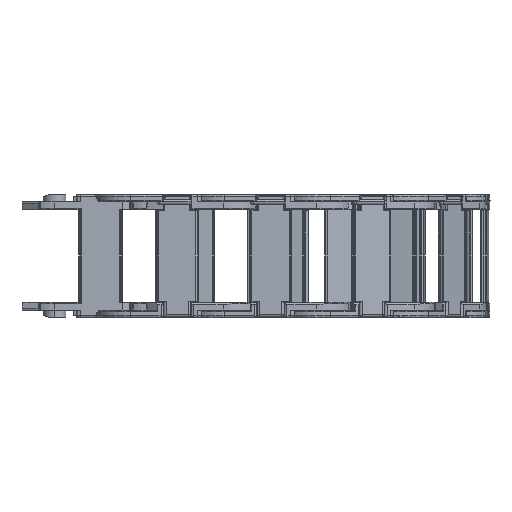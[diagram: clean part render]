
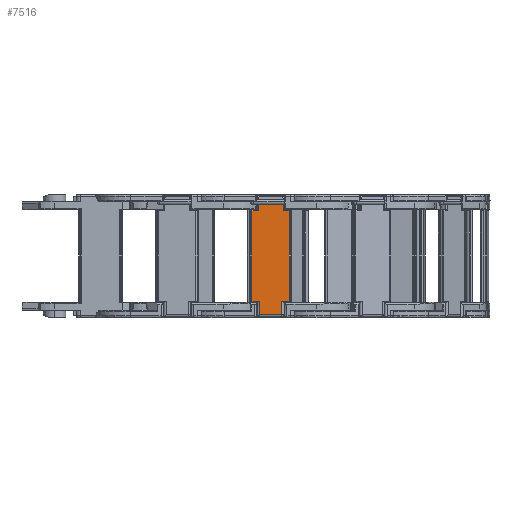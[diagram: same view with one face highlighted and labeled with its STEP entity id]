
A CAD part, front view. The second image highlights one B-rep face of the part: STEP entity #7516.
In plain terms, the highlighted face is planar.
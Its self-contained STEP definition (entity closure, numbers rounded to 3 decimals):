
#20 = ORIENTED_EDGE ( 'NONE', *, *, #7010, .F. ) ;
#79 = EDGE_CURVE ( 'NONE', #18188, #880, #12354, .T. ) ;
#101 = LINE ( 'NONE', #7605, #18453 ) ;
#220 = VECTOR ( 'NONE', #2677, 1000. ) ;
#269 = LINE ( 'NONE', #14662, #7494 ) ;
#385 = CARTESIAN_POINT ( 'NONE',  ( 425.879, 93.451, 613.496 ) ) ;
#563 = DIRECTION ( 'NONE',  ( 0., 0., -1. ) ) ;
#652 = VECTOR ( 'NONE', #7900, 1000. ) ;
#880 = VERTEX_POINT ( 'NONE', #7030 ) ;
#976 = CARTESIAN_POINT ( 'NONE',  ( 440.417, 93.451, 568.601 ) ) ;
#1147 = ORIENTED_EDGE ( 'NONE', *, *, #15407, .F. ) ;
#1178 = CARTESIAN_POINT ( 'NONE',  ( 425.879, 93.451, 607.596 ) ) ;
#1309 = ORIENTED_EDGE ( 'NONE', *, *, #17700, .F. ) ;
#1370 = VERTEX_POINT ( 'NONE', #2872 ) ;
#1542 = DIRECTION ( 'NONE',  ( 0., 1., 0. ) ) ;
#1600 = DIRECTION ( 'NONE',  ( -1., 0., 0. ) ) ;
#1623 = ORIENTED_EDGE ( 'NONE', *, *, #10140, .F. ) ;
#1724 = PLANE ( 'NONE',  #3856 ) ;
#1849 = CARTESIAN_POINT ( 'NONE',  ( 440.417, 93.451, 565.901 ) ) ;
#2549 = CARTESIAN_POINT ( 'NONE',  ( 451.117, 93.451, 568.601 ) ) ;
#2677 = DIRECTION ( 'NONE',  ( 1., 0., 0. ) ) ;
#2872 = CARTESIAN_POINT ( 'NONE',  ( 451.117, 93.451, 565.901 ) ) ;
#3133 = LINE ( 'NONE', #4004, #6517 ) ;
#3508 = EDGE_CURVE ( 'NONE', #880, #5984, #101, .T. ) ;
#3599 = CARTESIAN_POINT ( 'NONE',  ( 437.679, 93.451, 568.601 ) ) ;
#3631 = LINE ( 'NONE', #11414, #220 ) ;
#3745 = VECTOR ( 'NONE', #18740, 1000. ) ;
#3856 = AXIS2_PLACEMENT_3D ( 'NONE', #14512, #1542, #11633 ) ;
#4004 = CARTESIAN_POINT ( 'NONE',  ( 451.117, 93.451, 591.851 ) ) ;
#4121 = LINE ( 'NONE', #5122, #11366 ) ;
#4203 = CARTESIAN_POINT ( 'NONE',  ( 453.855, 93.451, 568.601 ) ) ;
#4313 = ORIENTED_EDGE ( 'NONE', *, *, #15979, .F. ) ;
#4327 = VERTEX_POINT ( 'NONE', #1849 ) ;
#4391 = DIRECTION ( 'NONE',  ( -1., 0., 0. ) ) ;
#4467 = VERTEX_POINT ( 'NONE', #15402 ) ;
#4516 = CARTESIAN_POINT ( 'NONE',  ( 440.922, 93.451, 613.496 ) ) ;
#5122 = CARTESIAN_POINT ( 'NONE',  ( 450.612, 93.451, 584.346 ) ) ;
#5814 = CARTESIAN_POINT ( 'NONE',  ( 437.679, 93.451, 607.596 ) ) ;
#5984 = VERTEX_POINT ( 'NONE', #4203 ) ;
#6025 = EDGE_CURVE ( 'NONE', #14601, #8749, #269, .T. ) ;
#6316 = CARTESIAN_POINT ( 'NONE',  ( 440.417, 93.451, 591.851 ) ) ;
#6471 = ORIENTED_EDGE ( 'NONE', *, *, #79, .F. ) ;
#6517 = VECTOR ( 'NONE', #17453, 1000. ) ;
#6862 = VERTEX_POINT ( 'NONE', #976 ) ;
#7010 = EDGE_CURVE ( 'NONE', #8749, #4467, #3631, .T. ) ;
#7030 = CARTESIAN_POINT ( 'NONE',  ( 453.855, 93.451, 607.596 ) ) ;
#7494 = VECTOR ( 'NONE', #10081, 1000. ) ;
#7516 = ADVANCED_FACE ( 'NONE', ( #10638 ), #1724, .F. ) ;
#7605 = CARTESIAN_POINT ( 'NONE',  ( 453.855, 93.451, 571.869 ) ) ;
#7846 = CARTESIAN_POINT ( 'NONE',  ( 425.879, 93.451, 565.901 ) ) ;
#7900 = DIRECTION ( 'NONE',  ( -1., 0., 0. ) ) ;
#8167 = ORIENTED_EDGE ( 'NONE', *, *, #10658, .F. ) ;
#8274 = EDGE_CURVE ( 'NONE', #1370, #4327, #11993, .T. ) ;
#8397 = CARTESIAN_POINT ( 'NONE',  ( 440.922, 93.451, 584.346 ) ) ;
#8529 = EDGE_CURVE ( 'NONE', #16902, #1370, #3133, .T. ) ;
#8749 = VERTEX_POINT ( 'NONE', #5814 ) ;
#8991 = DIRECTION ( 'NONE',  ( 1., 0., 0. ) ) ;
#9675 = DIRECTION ( 'NONE',  ( 0., 0., 1. ) ) ;
#9936 = VERTEX_POINT ( 'NONE', #4516 ) ;
#10027 = ORIENTED_EDGE ( 'NONE', *, *, #16040, .F. ) ;
#10081 = DIRECTION ( 'NONE',  ( 0., 0., 1. ) ) ;
#10140 = EDGE_CURVE ( 'NONE', #4327, #6862, #13201, .T. ) ;
#10563 = LINE ( 'NONE', #8397, #10781 ) ;
#10638 = FACE_OUTER_BOUND ( 'NONE', #14973, .T. ) ;
#10658 = EDGE_CURVE ( 'NONE', #15008, #18188, #4121, .T. ) ;
#10754 = VECTOR ( 'NONE', #1600, 1000. ) ;
#10781 = VECTOR ( 'NONE', #9675, 1000. ) ;
#11326 = CARTESIAN_POINT ( 'NONE',  ( 450.612, 93.451, 613.496 ) ) ;
#11366 = VECTOR ( 'NONE', #563, 1000. ) ;
#11414 = CARTESIAN_POINT ( 'NONE',  ( 425.879, 93.451, 607.596 ) ) ;
#11633 = DIRECTION ( 'NONE',  ( 0., 0., 1. ) ) ;
#11909 = VECTOR ( 'NONE', #4391, 1000. ) ;
#11993 = LINE ( 'NONE', #7846, #652 ) ;
#12231 = DIRECTION ( 'NONE',  ( 0., 0., 1. ) ) ;
#12354 = LINE ( 'NONE', #1178, #3745 ) ;
#12436 = CARTESIAN_POINT ( 'NONE',  ( 450.612, 93.451, 607.596 ) ) ;
#12718 = VECTOR ( 'NONE', #12231, 1000. ) ;
#13201 = LINE ( 'NONE', #6316, #12718 ) ;
#13811 = ORIENTED_EDGE ( 'NONE', *, *, #8274, .F. ) ;
#13921 = LINE ( 'NONE', #385, #15935 ) ;
#14512 = CARTESIAN_POINT ( 'NONE',  ( 425.879, 93.451, 571.869 ) ) ;
#14601 = VERTEX_POINT ( 'NONE', #3599 ) ;
#14662 = CARTESIAN_POINT ( 'NONE',  ( 437.679, 93.451, 571.869 ) ) ;
#14727 = CARTESIAN_POINT ( 'NONE',  ( 425.879, 93.451, 568.601 ) ) ;
#14966 = DIRECTION ( 'NONE',  ( 0., 0., -1. ) ) ;
#14973 = EDGE_LOOP ( 'NONE', ( #17054, #1147, #1623, #13811, #18742, #4313, #15281, #6471, #8167, #10027, #1309, #20 ) ) ;
#15008 = VERTEX_POINT ( 'NONE', #11326 ) ;
#15062 = LINE ( 'NONE', #16067, #10754 ) ;
#15082 = LINE ( 'NONE', #14727, #11909 ) ;
#15281 = ORIENTED_EDGE ( 'NONE', *, *, #3508, .F. ) ;
#15402 = CARTESIAN_POINT ( 'NONE',  ( 440.922, 93.451, 607.596 ) ) ;
#15407 = EDGE_CURVE ( 'NONE', #6862, #14601, #15082, .T. ) ;
#15935 = VECTOR ( 'NONE', #8991, 1000. ) ;
#15979 = EDGE_CURVE ( 'NONE', #5984, #16902, #15062, .T. ) ;
#16040 = EDGE_CURVE ( 'NONE', #9936, #15008, #13921, .T. ) ;
#16067 = CARTESIAN_POINT ( 'NONE',  ( 425.879, 93.451, 568.601 ) ) ;
#16902 = VERTEX_POINT ( 'NONE', #2549 ) ;
#17054 = ORIENTED_EDGE ( 'NONE', *, *, #6025, .F. ) ;
#17453 = DIRECTION ( 'NONE',  ( 0., 0., -1. ) ) ;
#17700 = EDGE_CURVE ( 'NONE', #4467, #9936, #10563, .T. ) ;
#18188 = VERTEX_POINT ( 'NONE', #12436 ) ;
#18453 = VECTOR ( 'NONE', #14966, 1000. ) ;
#18740 = DIRECTION ( 'NONE',  ( 1., 0., 0. ) ) ;
#18742 = ORIENTED_EDGE ( 'NONE', *, *, #8529, .F. ) ;
